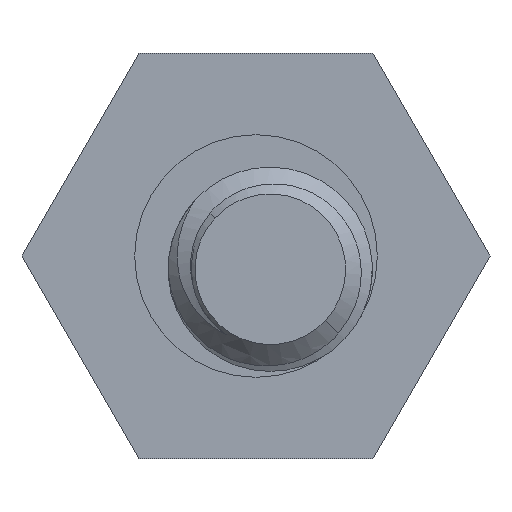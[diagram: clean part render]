
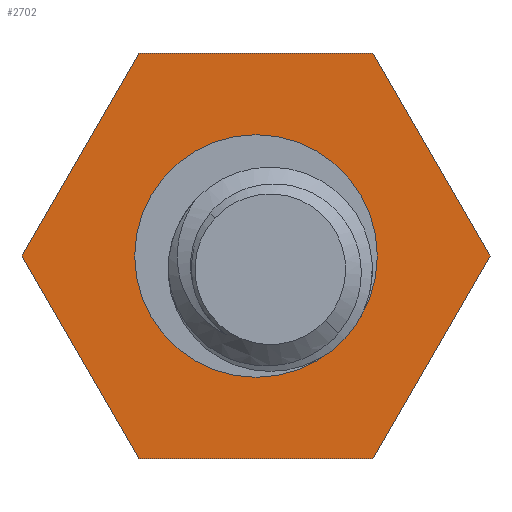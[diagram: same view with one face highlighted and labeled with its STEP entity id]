
A CAD part, front view. The second image highlights one B-rep face of the part: STEP entity #2702.
In plain terms, the highlighted planar face has unit normal (0, -1, 0).
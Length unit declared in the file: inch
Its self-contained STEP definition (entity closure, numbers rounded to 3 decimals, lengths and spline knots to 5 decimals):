
#24 = PLANE ( 'NONE',  #3877 ) ;
#82 = CARTESIAN_POINT ( 'NONE',  ( -0.09021, 0., 0.15625 ) ) ;
#126 = DIRECTION ( 'NONE',  ( 0., 0., 1. ) ) ;
#161 = DIRECTION ( 'NONE',  ( 0., 1., 0. ) ) ;
#194 = EDGE_CURVE ( 'NONE', #3122, #798, #1995, .T. ) ;
#196 = CARTESIAN_POINT ( 'NONE',  ( 0.18042, 0., 0. ) ) ;
#199 = VECTOR ( 'NONE', #1344, 39.37008 ) ;
#277 = CARTESIAN_POINT ( 'NONE',  ( 0.09021, 0., 0.15625 ) ) ;
#288 = ORIENTED_EDGE ( 'NONE', *, *, #3082, .T. ) ;
#312 = ORIENTED_EDGE ( 'NONE', *, *, #194, .T. ) ;
#316 = EDGE_LOOP ( 'NONE', ( #1268, #514 ) ) ;
#318 = ORIENTED_EDGE ( 'NONE', *, *, #1057, .T. ) ;
#322 = FACE_OUTER_BOUND ( 'NONE', #2489, .T. ) ;
#382 = DIRECTION ( 'NONE',  ( 0., 0., -1. ) ) ;
#405 = CARTESIAN_POINT ( 'NONE',  ( 0., 0., 0. ) ) ;
#514 = ORIENTED_EDGE ( 'NONE', *, *, #1469, .T. ) ;
#563 = CARTESIAN_POINT ( 'NONE',  ( 0.18042, 0., 0. ) ) ;
#620 = ORIENTED_EDGE ( 'NONE', *, *, #1693, .T. ) ;
#721 = FACE_BOUND ( 'NONE', #316, .T. ) ;
#773 = CARTESIAN_POINT ( 'NONE',  ( 0., 0., 0. ) ) ;
#798 = VERTEX_POINT ( 'NONE', #2010 ) ;
#912 = VERTEX_POINT ( 'NONE', #1406 ) ;
#949 = VERTEX_POINT ( 'NONE', #3011 ) ;
#978 = DIRECTION ( 'NONE',  ( 1., 0., 0. ) ) ;
#992 = CIRCLE ( 'NONE', #1593, 0.0935 ) ;
#999 = CARTESIAN_POINT ( 'NONE',  ( 0., 0., 0.0935 ) ) ;
#1057 = EDGE_CURVE ( 'NONE', #912, #1176, #3351, .T. ) ;
#1176 = VERTEX_POINT ( 'NONE', #563 ) ;
#1185 = AXIS2_PLACEMENT_3D ( 'NONE', #773, #2354, #126 ) ;
#1221 = DIRECTION ( 'NONE',  ( -1., 0., 0. ) ) ;
#1268 = ORIENTED_EDGE ( 'NONE', *, *, #1912, .T. ) ;
#1322 = CARTESIAN_POINT ( 'NONE',  ( -0.09021, 0., 0.15625 ) ) ;
#1329 = LINE ( 'NONE', #82, #3751 ) ;
#1344 = DIRECTION ( 'NONE',  ( 0.5, 0., -0.866 ) ) ;
#1346 = DIRECTION ( 'NONE',  ( 0., -1., 0. ) ) ;
#1406 = CARTESIAN_POINT ( 'NONE',  ( 0.09021, 0., -0.15625 ) ) ;
#1469 = EDGE_CURVE ( 'NONE', #949, #2196, #3426, .T. ) ;
#1524 = VECTOR ( 'NONE', #1221, 39.37008 ) ;
#1593 = AXIS2_PLACEMENT_3D ( 'NONE', #3891, #161, #3307 ) ;
#1693 = EDGE_CURVE ( 'NONE', #3223, #3122, #1329, .T. ) ;
#1785 = VECTOR ( 'NONE', #3111, 39.37008 ) ;
#1912 = EDGE_CURVE ( 'NONE', #2196, #949, #992, .T. ) ;
#1923 = ORIENTED_EDGE ( 'NONE', *, *, #2155, .T. ) ;
#1992 = VECTOR ( 'NONE', #3951, 39.37008 ) ;
#1995 = LINE ( 'NONE', #3202, #199 ) ;
#2010 = CARTESIAN_POINT ( 'NONE',  ( -0.09021, 0., -0.15625 ) ) ;
#2155 = EDGE_CURVE ( 'NONE', #1176, #2998, #3018, .T. ) ;
#2196 = VERTEX_POINT ( 'NONE', #999 ) ;
#2267 = EDGE_CURVE ( 'NONE', #798, #912, #2540, .T. ) ;
#2284 = CARTESIAN_POINT ( 'NONE',  ( -0.09021, 0., -0.15625 ) ) ;
#2347 = ORIENTED_EDGE ( 'NONE', *, *, #2267, .T. ) ;
#2354 = DIRECTION ( 'NONE',  ( 0., 1., 0. ) ) ;
#2489 = EDGE_LOOP ( 'NONE', ( #620, #312, #2347, #318, #1923, #288 ) ) ;
#2540 = LINE ( 'NONE', #2284, #2650 ) ;
#2599 = DIRECTION ( 'NONE',  ( -0.5, 0., -0.866 ) ) ;
#2650 = VECTOR ( 'NONE', #978, 39.37008 ) ;
#2702 = ADVANCED_FACE ( 'NONE', ( #322, #721 ), #24, .T. ) ;
#2951 = CARTESIAN_POINT ( 'NONE',  ( 0.09021, 0., -0.15625 ) ) ;
#2998 = VERTEX_POINT ( 'NONE', #3968 ) ;
#3011 = CARTESIAN_POINT ( 'NONE',  ( 0., 0., -0.0935 ) ) ;
#3018 = LINE ( 'NONE', #196, #1992 ) ;
#3082 = EDGE_CURVE ( 'NONE', #2998, #3223, #3705, .T. ) ;
#3111 = DIRECTION ( 'NONE',  ( 0.5, 0., 0.866 ) ) ;
#3122 = VERTEX_POINT ( 'NONE', #3787 ) ;
#3202 = CARTESIAN_POINT ( 'NONE',  ( -0.18042, 0., 0. ) ) ;
#3223 = VERTEX_POINT ( 'NONE', #1322 ) ;
#3307 = DIRECTION ( 'NONE',  ( 0., 0., 1. ) ) ;
#3351 = LINE ( 'NONE', #2951, #1785 ) ;
#3426 = CIRCLE ( 'NONE', #1185, 0.0935 ) ;
#3705 = LINE ( 'NONE', #277, #1524 ) ;
#3751 = VECTOR ( 'NONE', #2599, 39.37008 ) ;
#3787 = CARTESIAN_POINT ( 'NONE',  ( -0.18042, 0., 0. ) ) ;
#3877 = AXIS2_PLACEMENT_3D ( 'NONE', #405, #1346, #382 ) ;
#3891 = CARTESIAN_POINT ( 'NONE',  ( 0., 0., 0. ) ) ;
#3951 = DIRECTION ( 'NONE',  ( -0.5, 0., 0.866 ) ) ;
#3968 = CARTESIAN_POINT ( 'NONE',  ( 0.09021, 0., 0.15625 ) ) ;
